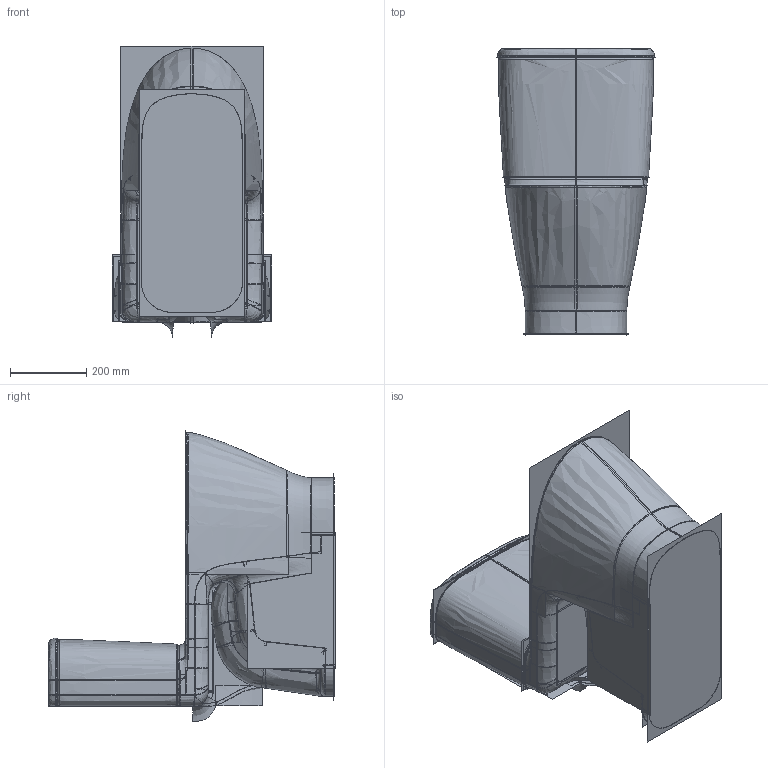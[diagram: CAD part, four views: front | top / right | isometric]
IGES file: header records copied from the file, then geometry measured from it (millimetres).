
Start section:  PTC IGES file: cc.igs
Global section: file name: cc.igs; native system: Creo Parametric by PTC Inc.; preprocessor: 2021072; author: 11049422; organization: Unknown; date: 20230317.103537; units: inch
Bounding box: 418.04 x 754.43 x 765.51 mm (x, y, z)
Surface area: 8026555.2 mm2 (no closed solid volume)
Topology: 0 solids, 0 shells, 464 faces, 7264 edges, 9342 vertices
Faces by surface type: bspline 464
